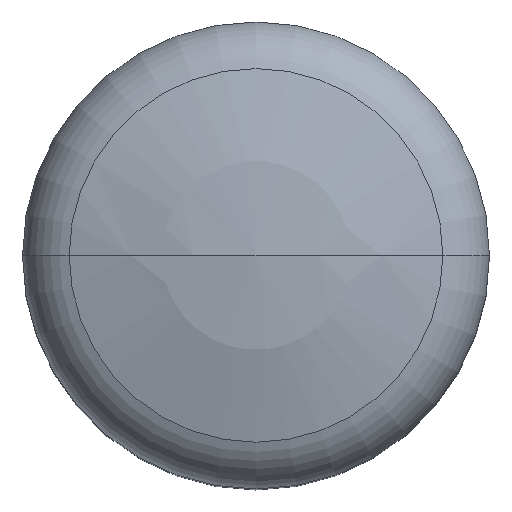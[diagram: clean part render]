
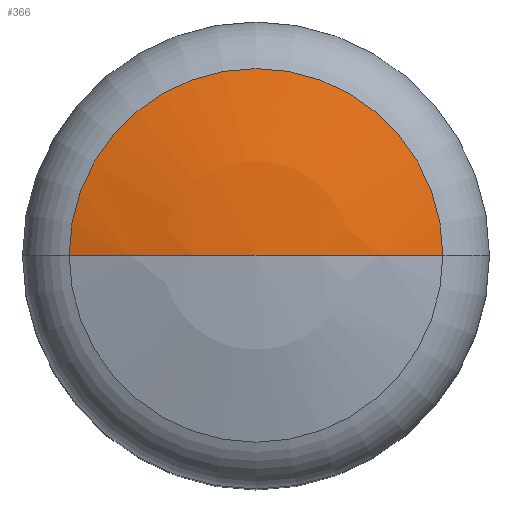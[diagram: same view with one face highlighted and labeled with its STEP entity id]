
A CAD part, top view. The second image highlights one B-rep face of the part: STEP entity #366.
In plain terms, the highlighted spherical face has radius 28 mm.
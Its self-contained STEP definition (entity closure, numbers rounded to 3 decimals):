
#174=EDGE_CURVE('',#264,#298,#443,.T.);
#196=EDGE_CURVE('',#298,#284,#467,.T.);
#210=EDGE_CURVE('',#284,#264,#481,.T.);
#264=VERTEX_POINT('',#541);
#284=VERTEX_POINT('',#564);
#298=VERTEX_POINT('',#580);
#366=ADVANCED_FACE('',(#661),#662,.T.);
#443=CIRCLE('',#751,8.4);
#467=CIRCLE('',#792,28.);
#481=CIRCLE('',#813,28.);
#541=CARTESIAN_POINT('',(8.4,0.,51.21));
#564=CARTESIAN_POINT('',(0.,0.,52.5));
#580=CARTESIAN_POINT('',(-8.4,0.,51.21));
#661=FACE_OUTER_BOUND('',#1076,.T.);
#662=SPHERICAL_SURFACE('',#1077,28.);
#751=AXIS2_PLACEMENT_3D('',#1160,#1161,#1162);
#792=AXIS2_PLACEMENT_3D('',#1196,#1197,#1198);
#813=AXIS2_PLACEMENT_3D('',#1207,#1208,#1209);
#1076=EDGE_LOOP('',(#1427,#1428,#1429));
#1077=AXIS2_PLACEMENT_3D('',#1430,#1431,#1432);
#1160=CARTESIAN_POINT('',(0.,0.,51.21));
#1161=DIRECTION('',(0.0,0.0,1.0));
#1162=DIRECTION('',(1.0,0.,0.0));
#1196=CARTESIAN_POINT('',(0.,0.,24.5));
#1197=DIRECTION('',(0.,1.0,0.0));
#1198=DIRECTION('',(0.0,-0.0,-1.0));
#1207=CARTESIAN_POINT('',(0.,0.,24.5));
#1208=DIRECTION('',(0.,1.0,0.0));
#1209=DIRECTION('',(0.0,-0.0,-1.0));
#1427=ORIENTED_EDGE('',*,*,#196,.T.);
#1428=ORIENTED_EDGE('',*,*,#210,.T.);
#1429=ORIENTED_EDGE('',*,*,#174,.T.);
#1430=CARTESIAN_POINT('',(0.,0.,24.5));
#1431=DIRECTION('',(0.0,0.0,1.0));
#1432=DIRECTION('',(-1.0,0.,0.0));
